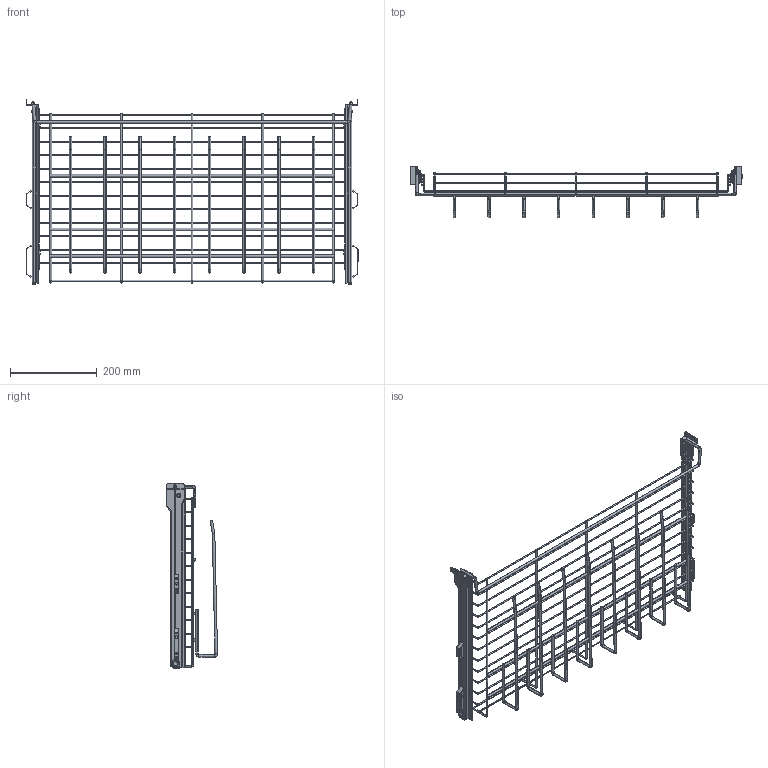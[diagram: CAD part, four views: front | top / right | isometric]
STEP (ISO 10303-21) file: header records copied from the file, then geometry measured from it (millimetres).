
FILE_DESCRIPTION (( 'STEP AP203' ), '1' );
FILE_NAME ('LM 653.STEP', '2023-02-22T13:08:16', ( '' ), ( '' ), 'SwSTEP 2.0', 'SolidWorks 2021', '' );
FILE_SCHEMA (( 'CONFIG_CONTROL_DESIGN' ));
Length unit declared in the file: millimetre
Products named in the file (14): 11971_Default<As Machined>; LM 653; 10360; 10365_MirrorDefault; 10361; 10027; 10360_MirrorDefault; 10027_MirrorDefault; 10026_MirrorDefault; 10361_MirrorDefault; 10364; 10364_MirrorDefault; 10365; 10026
Assembly tree (17 placements, depth 3):
  LM 653
    11971_Default<As Machined>
    10361
      10360
      10026
      10027
    10365
      10364
      10026
      10027
    10365_MirrorDefault
      10364_MirrorDefault
      10026_MirrorDefault
      10027_MirrorDefault
    10361_MirrorDefault
      10360_MirrorDefault
      10026_MirrorDefault
      10027_MirrorDefault
Bounding box: 764.4 x 117.71 x 424.83 mm (x, y, z)
Volume: 376465.5 mm3; surface area: 410010.9 mm2
Topology: 55 solids, 55 shells, 1214 faces, 2826 edges, 1730 vertices
Faces by surface type: cylinder 532, plane 440, torus 204, cone 28, bspline 10
Entity records: 32628 total; most frequent: CARTESIAN_POINT 5942, DIRECTION 5666, ORIENTED_EDGE 5016, EDGE_CURVE 2508, AXIS2_PLACEMENT_3D 2220, VERTEX_POINT 1534, LINE 1226, VECTOR 1226
